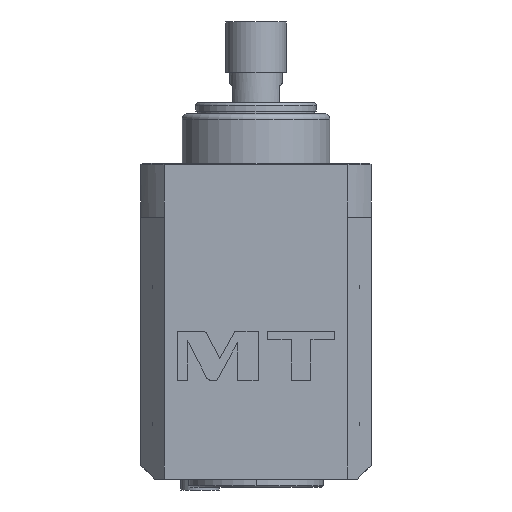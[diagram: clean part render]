
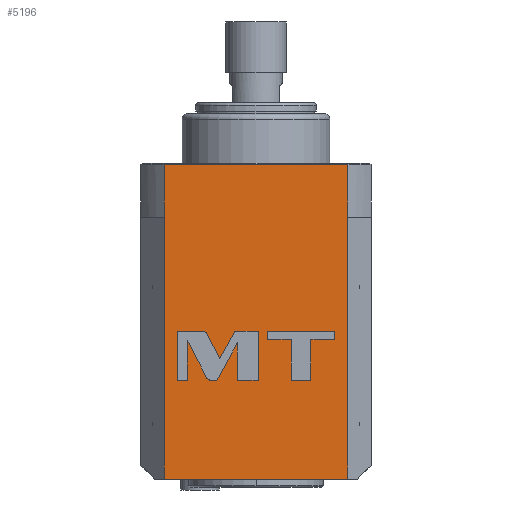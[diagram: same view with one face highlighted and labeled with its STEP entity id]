
A CAD part, left-side view. The second image highlights one B-rep face of the part: STEP entity #5196.
In plain terms, the highlighted planar face has unit normal (-1, 0, 0).
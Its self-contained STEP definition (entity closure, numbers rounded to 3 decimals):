
#774=DIRECTION('',(0.,1.,0.));
#775=VECTOR('',#774,67.149);
#776=CARTESIAN_POINT('',(-90.,-33.575,69.8));
#777=LINE('',#776,#775);
#849=DIRECTION('',(0.,0.,1.));
#850=VECTOR('',#849,95.55);
#851=CARTESIAN_POINT('',(-90.,33.5,-45.));
#852=LINE('',#851,#850);
#853=DIRECTION('',(0.,1.,0.));
#854=VECTOR('',#853,0.075);
#855=CARTESIAN_POINT('',(-90.,33.5,50.55));
#856=LINE('',#855,#854);
#857=DIRECTION('',(0.,0.,-1.));
#858=VECTOR('',#857,19.25);
#859=CARTESIAN_POINT('',(-90.,33.575,69.8));
#860=LINE('',#859,#858);
#861=DIRECTION('',(0.,0.,-1.));
#862=VECTOR('',#861,19.25);
#863=CARTESIAN_POINT('',(-90.,-33.575,69.8));
#864=LINE('',#863,#862);
#865=DIRECTION('',(0.,1.,0.));
#866=VECTOR('',#865,0.075);
#867=CARTESIAN_POINT('',(-90.,-33.575,50.55));
#868=LINE('',#867,#866);
#869=DIRECTION('',(0.,0.,1.));
#870=VECTOR('',#869,95.55);
#871=CARTESIAN_POINT('',(-90.,-33.5,-45.));
#872=LINE('',#871,#870);
#873=DIRECTION('',(0.,1.,0.));
#874=VECTOR('',#873,67.);
#875=CARTESIAN_POINT('',(-90.,-33.5,-45.));
#876=LINE('',#875,#874);
#877=DIRECTION('',(0.,-0.459,-0.888));
#878=VECTOR('',#877,15.097);
#879=CARTESIAN_POINT('',(-90.,25.024,5.582));
#880=LINE('',#879,#878);
#881=CARTESIAN_POINT('',(-90.,18.09,-7.828));
#882=CARTESIAN_POINT('',(-90.,17.716,-8.552));
#883=CARTESIAN_POINT('',(-90.,16.977,-9.));
#884=CARTESIAN_POINT('',(-90.,16.162,-9.));
#886=DIRECTION('',(0.,-1.,0.));
#887=VECTOR('',#886,1.877);
#888=CARTESIAN_POINT('',(-90.,16.162,-9.));
#889=LINE('',#888,#887);
#890=DIRECTION('',(0.,-0.481,0.877));
#891=VECTOR('',#890,15.618);
#892=CARTESIAN_POINT('',(-90.,14.285,-9.));
#893=LINE('',#892,#891);
#894=DIRECTION('',(0.,0.,-1.));
#895=VECTOR('',#894,13.691);
#896=CARTESIAN_POINT('',(-90.,6.77,4.691));
#897=LINE('',#896,#895);
#898=DIRECTION('',(0.,-1.,0.));
#899=VECTOR('',#898,7.574);
#900=CARTESIAN_POINT('',(-90.,6.77,-9.));
#901=LINE('',#900,#899);
#902=DIRECTION('',(0.,0.,1.));
#903=VECTOR('',#902,18.);
#904=CARTESIAN_POINT('',(-90.,-0.804,-9.));
#905=LINE('',#904,#903);
#906=DIRECTION('',(0.,1.,0.));
#907=VECTOR('',#906,8.539);
#908=CARTESIAN_POINT('',(-90.,-0.804,9.));
#909=LINE('',#908,#907);
#910=DIRECTION('',(0.,0.481,-0.877));
#911=VECTOR('',#910,11.413);
#912=CARTESIAN_POINT('',(-90.,7.735,9.));
#913=LINE('',#912,#911);
#914=DIRECTION('',(0.,0.459,0.888));
#915=VECTOR('',#914,9.943);
#916=CARTESIAN_POINT('',(-90.,13.227,-1.005));
#917=LINE('',#916,#915);
#918=CARTESIAN_POINT('',(-90.,17.794,7.828));
#919=CARTESIAN_POINT('',(-90.,18.168,8.551));
#920=CARTESIAN_POINT('',(-90.,18.905,9.));
#921=CARTESIAN_POINT('',(-90.,19.719,9.));
#923=DIRECTION('',(0.,1.,0.));
#924=VECTOR('',#923,9.049);
#925=CARTESIAN_POINT('',(-90.,19.719,9.));
#926=LINE('',#925,#924);
#927=DIRECTION('',(0.,0.,-1.));
#928=VECTOR('',#927,18.);
#929=CARTESIAN_POINT('',(-90.,28.768,9.));
#930=LINE('',#929,#928);
#931=DIRECTION('',(0.,-1.,0.));
#932=VECTOR('',#931,3.744);
#933=CARTESIAN_POINT('',(-90.,28.768,-9.));
#934=LINE('',#933,#932);
#935=DIRECTION('',(0.,0.,1.));
#936=VECTOR('',#935,14.582);
#937=CARTESIAN_POINT('',(-90.,25.024,-9.));
#938=LINE('',#937,#936);
#939=DIRECTION('',(0.,0.,-1.));
#940=VECTOR('',#939,14.935);
#941=CARTESIAN_POINT('',(-90.,-12.909,5.935));
#942=LINE('',#941,#940);
#943=DIRECTION('',(0.,-1.,0.));
#944=VECTOR('',#943,7.131);
#945=CARTESIAN_POINT('',(-90.,-12.909,-9.));
#946=LINE('',#945,#944);
#947=DIRECTION('',(0.,0.,1.));
#948=VECTOR('',#947,14.935);
#949=CARTESIAN_POINT('',(-90.,-20.04,-9.));
#950=LINE('',#949,#948);
#951=DIRECTION('',(0.,-1.,0.));
#952=VECTOR('',#951,8.726);
#953=CARTESIAN_POINT('',(-90.,-20.04,5.935));
#954=LINE('',#953,#952);
#955=DIRECTION('',(0.,0.,1.));
#956=VECTOR('',#955,3.065);
#957=CARTESIAN_POINT('',(-90.,-28.766,5.935));
#958=LINE('',#957,#956);
#959=DIRECTION('',(0.,1.,0.));
#960=VECTOR('',#959,24.583);
#961=CARTESIAN_POINT('',(-90.,-28.766,9.));
#962=LINE('',#961,#960);
#963=DIRECTION('',(0.,0.,-1.));
#964=VECTOR('',#963,3.065);
#965=CARTESIAN_POINT('',(-90.,-4.183,9.));
#966=LINE('',#965,#964);
#967=DIRECTION('',(0.,-1.,0.));
#968=VECTOR('',#967,8.726);
#969=CARTESIAN_POINT('',(-90.,-4.183,5.935));
#970=LINE('',#969,#968);
#3547=CARTESIAN_POINT('',(-90.,-33.5,-45.));
#3548=CARTESIAN_POINT('',(-90.,33.5,-45.));
#3549=VERTEX_POINT('',#3547);
#3550=VERTEX_POINT('',#3548);
#3667=CARTESIAN_POINT('',(-90.,-33.575,69.8));
#3668=CARTESIAN_POINT('',(-90.,33.575,69.8));
#3669=VERTEX_POINT('',#3667);
#3670=VERTEX_POINT('',#3668);
#3695=CARTESIAN_POINT('',(-90.,33.575,50.55));
#3696=VERTEX_POINT('',#3695);
#3697=CARTESIAN_POINT('',(-90.,-33.575,50.55));
#3698=VERTEX_POINT('',#3697);
#3715=CARTESIAN_POINT('',(-90.,-33.5,50.55));
#3716=VERTEX_POINT('',#3715);
#3717=CARTESIAN_POINT('',(-90.,33.5,50.55));
#3718=VERTEX_POINT('',#3717);
#3881=CARTESIAN_POINT('',(-90.,25.024,5.582));
#3882=VERTEX_POINT('',#3881);
#3883=CARTESIAN_POINT('',(-90.,18.09,-7.828));
#3884=VERTEX_POINT('',#3883);
#3885=CARTESIAN_POINT('',(-90.,16.162,-9.));
#3886=VERTEX_POINT('',#3885);
#3887=CARTESIAN_POINT('',(-90.,14.285,-9.));
#3888=VERTEX_POINT('',#3887);
#3889=CARTESIAN_POINT('',(-90.,6.77,4.691));
#3890=VERTEX_POINT('',#3889);
#3891=CARTESIAN_POINT('',(-90.,6.77,-9.));
#3892=VERTEX_POINT('',#3891);
#3893=CARTESIAN_POINT('',(-90.,-0.804,-9.));
#3894=VERTEX_POINT('',#3893);
#3895=CARTESIAN_POINT('',(-90.,-0.804,9.));
#3896=VERTEX_POINT('',#3895);
#3897=CARTESIAN_POINT('',(-90.,7.735,9.));
#3898=VERTEX_POINT('',#3897);
#3899=CARTESIAN_POINT('',(-90.,13.227,-1.005));
#3900=VERTEX_POINT('',#3899);
#3901=CARTESIAN_POINT('',(-90.,17.794,7.828));
#3902=VERTEX_POINT('',#3901);
#3903=CARTESIAN_POINT('',(-90.,19.719,9.));
#3904=VERTEX_POINT('',#3903);
#3905=CARTESIAN_POINT('',(-90.,28.768,9.));
#3906=VERTEX_POINT('',#3905);
#3907=CARTESIAN_POINT('',(-90.,28.768,-9.));
#3908=VERTEX_POINT('',#3907);
#3909=CARTESIAN_POINT('',(-90.,25.024,-9.));
#3910=VERTEX_POINT('',#3909);
#3911=CARTESIAN_POINT('',(-90.,-12.909,5.935));
#3912=VERTEX_POINT('',#3911);
#3913=CARTESIAN_POINT('',(-90.,-12.909,-9.));
#3914=VERTEX_POINT('',#3913);
#3915=CARTESIAN_POINT('',(-90.,-20.04,-9.));
#3916=VERTEX_POINT('',#3915);
#3917=CARTESIAN_POINT('',(-90.,-20.04,5.935));
#3918=VERTEX_POINT('',#3917);
#3919=CARTESIAN_POINT('',(-90.,-28.766,5.935));
#3920=VERTEX_POINT('',#3919);
#3921=CARTESIAN_POINT('',(-90.,-28.766,9.));
#3922=VERTEX_POINT('',#3921);
#3923=CARTESIAN_POINT('',(-90.,-4.183,9.));
#3924=VERTEX_POINT('',#3923);
#3925=CARTESIAN_POINT('',(-90.,-4.183,5.935));
#3926=VERTEX_POINT('',#3925);
#5128=CARTESIAN_POINT('',(-90.,0.,0.));
#5129=DIRECTION('',(1.,0.,0.));
#5130=DIRECTION('',(0.,1.,0.));
#5131=AXIS2_PLACEMENT_3D('',#5128,#5129,#5130);
#5132=PLANE('',#5131);
#5134=ORIENTED_EDGE('',*,*,#5133,.T.);
#5136=ORIENTED_EDGE('',*,*,#5135,.T.);
#5138=ORIENTED_EDGE('',*,*,#5137,.F.);
#5139=ORIENTED_EDGE('',*,*,#5070,.F.);
#5140=ORIENTED_EDGE('',*,*,#4775,.T.);
#5141=ORIENTED_EDGE('',*,*,#4790,.T.);
#5142=ORIENTED_EDGE('',*,*,#4807,.F.);
#5143=ORIENTED_EDGE('',*,*,#4892,.T.);
#5144=EDGE_LOOP('',(#5134,#5136,#5138,#5139,#5140,#5141,#5142,#5143));
#5145=FACE_OUTER_BOUND('',#5144,.F.);
#5147=ORIENTED_EDGE('',*,*,#5146,.T.);
#5149=ORIENTED_EDGE('',*,*,#5148,.T.);
#5151=ORIENTED_EDGE('',*,*,#5150,.T.);
#5153=ORIENTED_EDGE('',*,*,#5152,.T.);
#5155=ORIENTED_EDGE('',*,*,#5154,.T.);
#5157=ORIENTED_EDGE('',*,*,#5156,.T.);
#5159=ORIENTED_EDGE('',*,*,#5158,.T.);
#5161=ORIENTED_EDGE('',*,*,#5160,.T.);
#5163=ORIENTED_EDGE('',*,*,#5162,.T.);
#5165=ORIENTED_EDGE('',*,*,#5164,.T.);
#5167=ORIENTED_EDGE('',*,*,#5166,.T.);
#5169=ORIENTED_EDGE('',*,*,#5168,.T.);
#5171=ORIENTED_EDGE('',*,*,#5170,.T.);
#5173=ORIENTED_EDGE('',*,*,#5172,.T.);
#5175=ORIENTED_EDGE('',*,*,#5174,.T.);
#5176=EDGE_LOOP('',(#5147,#5149,#5151,#5153,#5155,#5157,#5159,#5161,#5163,#5165,
#5167,#5169,#5171,#5173,#5175));
#5177=FACE_BOUND('',#5176,.F.);
#5179=ORIENTED_EDGE('',*,*,#5178,.T.);
#5181=ORIENTED_EDGE('',*,*,#5180,.T.);
#5183=ORIENTED_EDGE('',*,*,#5182,.T.);
#5185=ORIENTED_EDGE('',*,*,#5184,.T.);
#5187=ORIENTED_EDGE('',*,*,#5186,.T.);
#5189=ORIENTED_EDGE('',*,*,#5188,.T.);
#5191=ORIENTED_EDGE('',*,*,#5190,.T.);
#5193=ORIENTED_EDGE('',*,*,#5192,.T.);
#5194=EDGE_LOOP('',(#5179,#5181,#5183,#5185,#5187,#5189,#5191,#5193));
#5195=FACE_BOUND('',#5194,.F.);
#5196=ADVANCED_FACE('',(#5145,#5177,#5195),#5132,.F.);
#885=B_SPLINE_CURVE_WITH_KNOTS('',3,(#881,#882,#883,#884),.UNSPECIFIED.,.F.,.F.,
(4,4),(0.,1.),.UNSPECIFIED.);
#922=B_SPLINE_CURVE_WITH_KNOTS('',3,(#918,#919,#920,#921),.UNSPECIFIED.,.F.,.F.,
(4,4),(0.,1.),.UNSPECIFIED.);
#4775=EDGE_CURVE('',#3669,#3698,#864,.T.);
#4790=EDGE_CURVE('',#3698,#3716,#868,.T.);
#4807=EDGE_CURVE('',#3549,#3716,#872,.T.);
#4892=EDGE_CURVE('',#3549,#3550,#876,.T.);
#5070=EDGE_CURVE('',#3669,#3670,#777,.T.);
#5133=EDGE_CURVE('',#3550,#3718,#852,.T.);
#5135=EDGE_CURVE('',#3718,#3696,#856,.T.);
#5137=EDGE_CURVE('',#3670,#3696,#860,.T.);
#5146=EDGE_CURVE('',#3882,#3884,#880,.T.);
#5148=EDGE_CURVE('',#3884,#3886,#885,.T.);
#5150=EDGE_CURVE('',#3886,#3888,#889,.T.);
#5152=EDGE_CURVE('',#3888,#3890,#893,.T.);
#5154=EDGE_CURVE('',#3890,#3892,#897,.T.);
#5156=EDGE_CURVE('',#3892,#3894,#901,.T.);
#5158=EDGE_CURVE('',#3894,#3896,#905,.T.);
#5160=EDGE_CURVE('',#3896,#3898,#909,.T.);
#5162=EDGE_CURVE('',#3898,#3900,#913,.T.);
#5164=EDGE_CURVE('',#3900,#3902,#917,.T.);
#5166=EDGE_CURVE('',#3902,#3904,#922,.T.);
#5168=EDGE_CURVE('',#3904,#3906,#926,.T.);
#5170=EDGE_CURVE('',#3906,#3908,#930,.T.);
#5172=EDGE_CURVE('',#3908,#3910,#934,.T.);
#5174=EDGE_CURVE('',#3910,#3882,#938,.T.);
#5178=EDGE_CURVE('',#3912,#3914,#942,.T.);
#5180=EDGE_CURVE('',#3914,#3916,#946,.T.);
#5182=EDGE_CURVE('',#3916,#3918,#950,.T.);
#5184=EDGE_CURVE('',#3918,#3920,#954,.T.);
#5186=EDGE_CURVE('',#3920,#3922,#958,.T.);
#5188=EDGE_CURVE('',#3922,#3924,#962,.T.);
#5190=EDGE_CURVE('',#3924,#3926,#966,.T.);
#5192=EDGE_CURVE('',#3926,#3912,#970,.T.);
